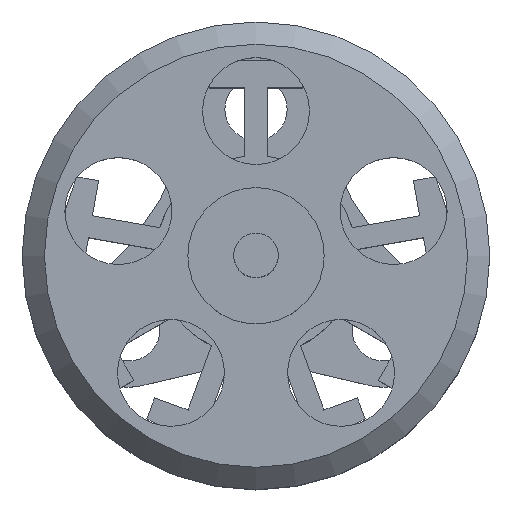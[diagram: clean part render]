
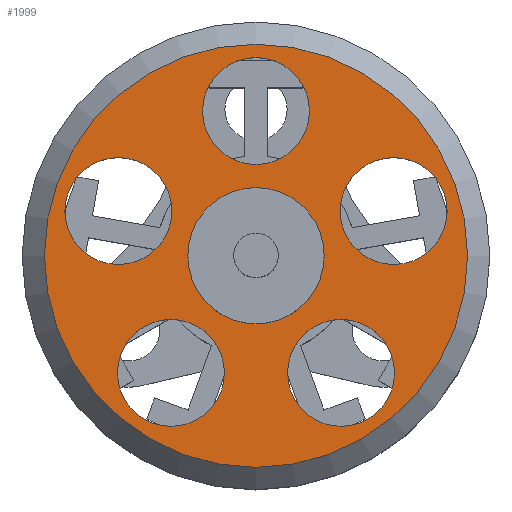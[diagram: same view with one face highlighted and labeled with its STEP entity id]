
A CAD part, top view. The second image highlights one B-rep face of the part: STEP entity #1999.
In plain terms, the highlighted planar face has unit normal (0, 0, 1).
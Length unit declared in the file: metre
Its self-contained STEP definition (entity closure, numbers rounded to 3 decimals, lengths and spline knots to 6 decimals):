
#441=ORIENTED_EDGE('',*,*,#978,.T.);
#442=ORIENTED_EDGE('',*,*,#979,.F.);
#443=ORIENTED_EDGE('',*,*,#971,.F.);
#444=ORIENTED_EDGE('',*,*,#972,.F.);
#445=ORIENTED_EDGE('',*,*,#973,.F.);
#446=ORIENTED_EDGE('',*,*,#974,.F.);
#447=ORIENTED_EDGE('',*,*,#975,.F.);
#971=EDGE_CURVE('',#1242,#1242,#1435,.T.);
#972=EDGE_CURVE('',#1243,#1243,#1436,.T.);
#973=EDGE_CURVE('',#1244,#1244,#1437,.T.);
#974=EDGE_CURVE('',#1245,#1245,#1438,.T.);
#975=EDGE_CURVE('',#1246,#1246,#1439,.T.);
#978=EDGE_CURVE('',#1249,#1249,#1442,.T.);
#979=EDGE_CURVE('',#1250,#1250,#1443,.T.);
#1242=VERTEX_POINT('',#3474);
#1243=VERTEX_POINT('',#3477);
#1244=VERTEX_POINT('',#3480);
#1245=VERTEX_POINT('',#3483);
#1246=VERTEX_POINT('',#3486);
#1249=VERTEX_POINT('',#3494);
#1250=VERTEX_POINT('',#3496);
#1435=CIRCLE('',#2689,0.0012);
#1436=CIRCLE('',#2691,0.0012);
#1437=CIRCLE('',#2693,0.0012);
#1438=CIRCLE('',#2695,0.0012);
#1439=CIRCLE('',#2697,0.0012);
#1442=CIRCLE('',#2702,0.00475);
#1443=CIRCLE('',#2703,0.00153);
#1532=EDGE_LOOP('',(#441));
#1533=EDGE_LOOP('',(#442));
#1534=EDGE_LOOP('',(#443));
#1535=EDGE_LOOP('',(#444));
#1536=EDGE_LOOP('',(#445));
#1537=EDGE_LOOP('',(#446));
#1538=EDGE_LOOP('',(#447));
#1688=FACE_BOUND('',#1532,.T.);
#1689=FACE_BOUND('',#1533,.T.);
#1690=FACE_BOUND('',#1534,.T.);
#1691=FACE_BOUND('',#1535,.T.);
#1692=FACE_BOUND('',#1536,.T.);
#1693=FACE_BOUND('',#1537,.T.);
#1694=FACE_BOUND('',#1538,.T.);
#1826=PLANE('',#2701);
#1999=ADVANCED_FACE('',(#1688,#1689,#1690,#1691,#1692,#1693,#1694),#1826,
 .T.);
#2689=AXIS2_PLACEMENT_3D('',#3473,#2896,#2897);
#2691=AXIS2_PLACEMENT_3D('',#3476,#2900,#2901);
#2693=AXIS2_PLACEMENT_3D('',#3479,#2904,#2905);
#2695=AXIS2_PLACEMENT_3D('',#3482,#2908,#2909);
#2697=AXIS2_PLACEMENT_3D('',#3485,#2912,#2913);
#2701=AXIS2_PLACEMENT_3D('',#3492,#2920,#2921);
#2702=AXIS2_PLACEMENT_3D('',#3493,#2922,#2923);
#2703=AXIS2_PLACEMENT_3D('',#3495,#2924,#2925);
#2896=DIRECTION('',(0.,0.,1.));
#2897=DIRECTION('',(1.,0.,0.));
#2900=DIRECTION('',(0.,0.,1.));
#2901=DIRECTION('',(1.,0.,0.));
#2904=DIRECTION('',(0.,0.,1.));
#2905=DIRECTION('',(1.,0.,0.));
#2908=DIRECTION('',(0.,0.,1.));
#2909=DIRECTION('',(1.,0.,0.));
#2912=DIRECTION('',(0.,0.,1.));
#2913=DIRECTION('',(1.,0.,0.));
#2920=DIRECTION('',(0.,0.,1.));
#2921=DIRECTION('',(1.,0.,0.));
#2922=DIRECTION('',(0.,0.,1.));
#2923=DIRECTION('',(1.,0.,0.));
#2924=DIRECTION('',(0.,0.,1.));
#2925=DIRECTION('',(1.,0.,0.));
#3473=CARTESIAN_POINT('',(0.,0.00325,0.0077));
#3474=CARTESIAN_POINT('',(0.0012,0.00325,0.0077));
#3476=CARTESIAN_POINT('',(-0.003091,0.001004,0.0077));
#3477=CARTESIAN_POINT('',(-0.001891,0.001004,0.0077));
#3479=CARTESIAN_POINT('',(-0.00191,-0.002629,0.0077));
#3480=CARTESIAN_POINT('',(-0.00071,-0.002629,0.0077));
#3482=CARTESIAN_POINT('',(0.00191,-0.002629,0.0077));
#3483=CARTESIAN_POINT('',(0.00311,-0.002629,0.0077));
#3485=CARTESIAN_POINT('',(0.003091,0.001004,0.0077));
#3486=CARTESIAN_POINT('',(0.004291,0.001004,0.0077));
#3492=CARTESIAN_POINT('',(0.,0.,0.0077));
#3493=CARTESIAN_POINT('',(0.,0.,0.0077));
#3494=CARTESIAN_POINT('',(0.00475,0.,0.0077));
#3495=CARTESIAN_POINT('',(0.,0.,0.0077));
#3496=CARTESIAN_POINT('',(0.00153,0.,0.0077));
